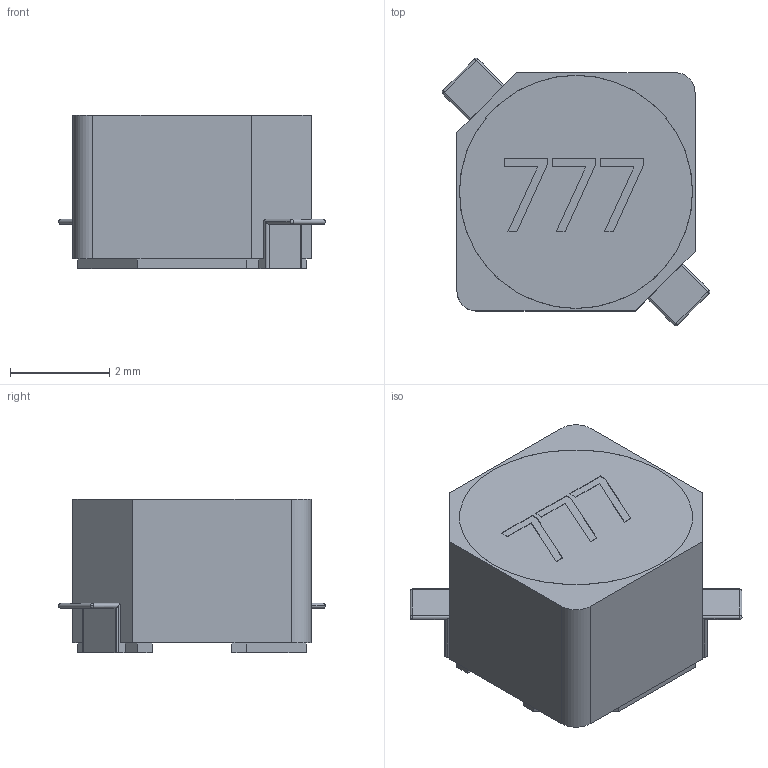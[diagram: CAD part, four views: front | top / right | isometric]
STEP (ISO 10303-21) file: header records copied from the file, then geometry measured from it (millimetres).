
FILE_DESCRIPTION(('FreeCAD Model'),'2;1');
FILE_NAME('Coilcraft-MSS5131-DEFAULT.step', '2017-08-04T18:26:03',('kicad StepUp'),('ksu MCAD'), 'Open CASCADE STEP processor 6.8','FreeCAD','Unknown');
FILE_SCHEMA(('AUTOMOTIVE_DESIGN_CC2 { 1 2 10303 214 -1 1 5 4 }'));
Length unit declared in the file: millimetre
Products named in the file (2): ASSEMBLY; Coilcraft-MSS5131-DEFAULT
Assembly tree (1 placements, depth 2):
  ASSEMBLY
    Coilcraft-MSS5131-DEFAULT
Bounding box: 5.4 x 5.39 x 3.1 mm (x, y, z)
Volume: 64 mm3; surface area: 131.7 mm2
Topology: 1 solids, 1 shells, 92 faces, 246 edges, 157 vertices
Faces by surface type: plane 62, cylinder 23, bspline 7
Entity records: 3576 total; most frequent: CARTESIAN_POINT 628, ORIENTED_EDGE 484, DIRECTION 458, EDGE_CURVE 242, LINE 188, VECTOR 188, VERTEX_POINT 157, AXIS2_PLACEMENT_3D 135
